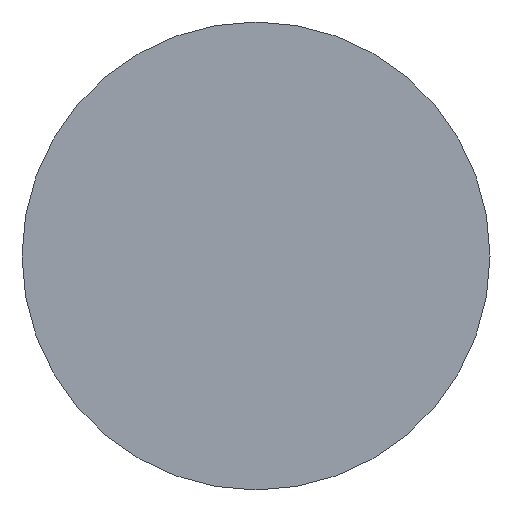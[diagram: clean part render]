
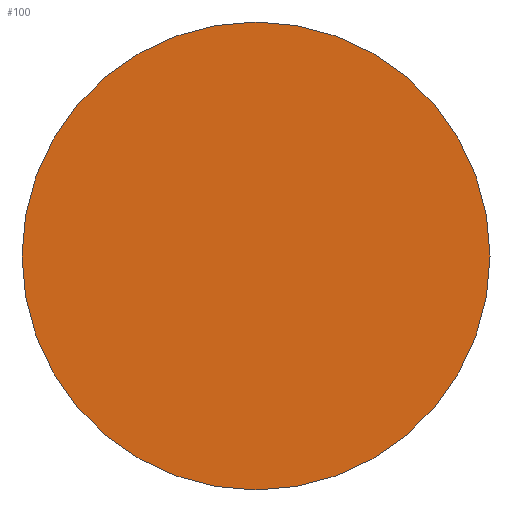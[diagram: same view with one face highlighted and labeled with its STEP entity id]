
A CAD part, left-side view. The second image highlights one B-rep face of the part: STEP entity #100.
In plain terms, the highlighted planar face has unit normal (-1, 0, 0).
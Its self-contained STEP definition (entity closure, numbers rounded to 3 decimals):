
#6 = CARTESIAN_POINT ( 'NONE',  ( 115.87, 65.234, 0. ) ) ;
#7 = ORIENTED_EDGE ( 'NONE', *, *, #167, .T. ) ;
#12 = CIRCLE ( 'NONE', #127, 12.7 ) ;
#32 = DIRECTION ( 'NONE',  ( 0., 0., 1. ) ) ;
#42 = CARTESIAN_POINT ( 'NONE',  ( 115.87, 65.234, 12.7 ) ) ;
#57 = PLANE ( 'NONE',  #77 ) ;
#59 = CARTESIAN_POINT ( 'NONE',  ( 115.87, 65.234, -12.7 ) ) ;
#71 = EDGE_LOOP ( 'NONE', ( #7, #176 ) ) ;
#76 = DIRECTION ( 'NONE',  ( -1., 0., 0. ) ) ;
#77 = AXIS2_PLACEMENT_3D ( 'NONE', #163, #108, #156 ) ;
#87 = AXIS2_PLACEMENT_3D ( 'NONE', #166, #76, #32 ) ;
#100 = ADVANCED_FACE ( 'NONE', ( #101 ), #57, .F. ) ;
#101 = FACE_OUTER_BOUND ( 'NONE', #71, .T. ) ;
#105 = DIRECTION ( 'NONE',  ( -1., 0., 0. ) ) ;
#106 = VERTEX_POINT ( 'NONE', #42 ) ;
#108 = DIRECTION ( 'NONE',  ( 1., 0., 0. ) ) ;
#127 = AXIS2_PLACEMENT_3D ( 'NONE', #6, #105, #151 ) ;
#129 = EDGE_CURVE ( 'NONE', #155, #106, #12, .T. ) ;
#141 = CIRCLE ( 'NONE', #87, 12.7 ) ;
#151 = DIRECTION ( 'NONE',  ( 0., 0., 1. ) ) ;
#155 = VERTEX_POINT ( 'NONE', #59 ) ;
#156 = DIRECTION ( 'NONE',  ( 0., 0., -1. ) ) ;
#163 = CARTESIAN_POINT ( 'NONE',  ( 115.87, 65.234, 0. ) ) ;
#166 = CARTESIAN_POINT ( 'NONE',  ( 115.87, 65.234, 0. ) ) ;
#167 = EDGE_CURVE ( 'NONE', #106, #155, #141, .T. ) ;
#176 = ORIENTED_EDGE ( 'NONE', *, *, #129, .T. ) ;
